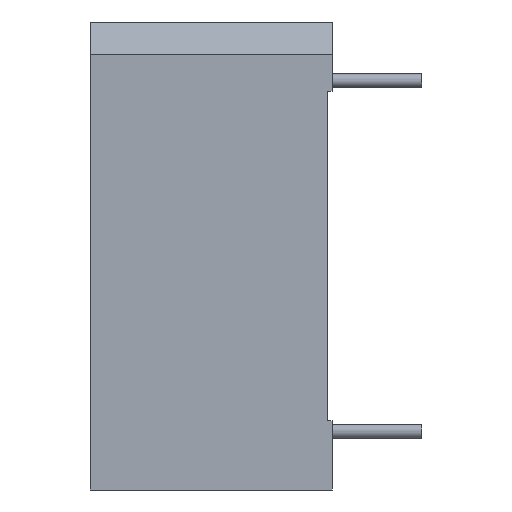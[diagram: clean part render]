
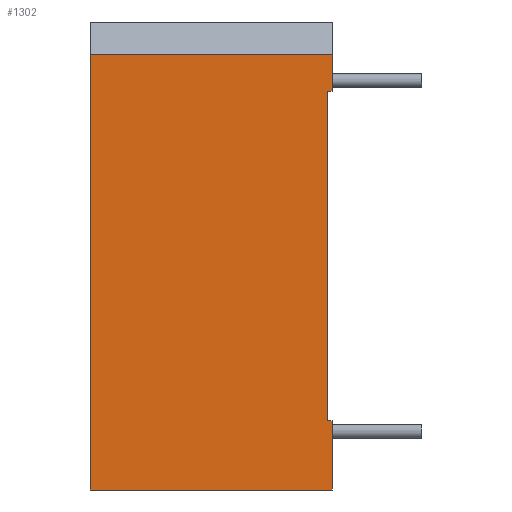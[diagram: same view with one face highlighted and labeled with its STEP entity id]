
A CAD part, left-side view. The second image highlights one B-rep face of the part: STEP entity #1302.
In plain terms, the highlighted planar face has unit normal (-1, 0, 0).
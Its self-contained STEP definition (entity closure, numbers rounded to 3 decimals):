
#12 = CARTESIAN_POINT ( 'NONE',  ( -15.9, 0., -7.15 ) ) ;
#26 = DIRECTION ( 'NONE',  ( 0., 0., 1. ) ) ;
#56 = VERTEX_POINT ( 'NONE', #530 ) ;
#94 = DIRECTION ( 'NONE',  ( 0., 0., -1. ) ) ;
#121 = VECTOR ( 'NONE', #817, 1000. ) ;
#136 = VECTOR ( 'NONE', #269, 1000. ) ;
#159 = EDGE_CURVE ( 'NONE', #785, #963, #1104, .T. ) ;
#166 = ORIENTED_EDGE ( 'NONE', *, *, #1083, .T. ) ;
#202 = VECTOR ( 'NONE', #26, 1000. ) ;
#269 = DIRECTION ( 'NONE',  ( 0., -1., 0. ) ) ;
#282 = CARTESIAN_POINT ( 'NONE',  ( -15.9, -0.2, 8.75 ) ) ;
#290 = DIRECTION ( 'NONE',  ( 0., 0., 1. ) ) ;
#331 = EDGE_CURVE ( 'NONE', #661, #583, #1246, .T. ) ;
#336 = VERTEX_POINT ( 'NONE', #1240 ) ;
#370 = DIRECTION ( 'NONE',  ( 0., 1., 0. ) ) ;
#376 = AXIS2_PLACEMENT_3D ( 'NONE', #416, #617, #426 ) ;
#416 = CARTESIAN_POINT ( 'NONE',  ( -15.9, 10.3, -10.15 ) ) ;
#426 = DIRECTION ( 'NONE',  ( 0., 0., -1. ) ) ;
#434 = CARTESIAN_POINT ( 'NONE',  ( -15.9, -0.2, -7.15 ) ) ;
#441 = LINE ( 'NONE', #434, #1145 ) ;
#458 = ORIENTED_EDGE ( 'NONE', *, *, #953, .T. ) ;
#474 = CARTESIAN_POINT ( 'NONE',  ( -15.9, -0.2, -7.15 ) ) ;
#530 = CARTESIAN_POINT ( 'NONE',  ( -15.9, -0.2, -10.15 ) ) ;
#569 = ORIENTED_EDGE ( 'NONE', *, *, #594, .T. ) ;
#583 = VERTEX_POINT ( 'NONE', #842 ) ;
#594 = EDGE_CURVE ( 'NONE', #963, #583, #754, .T. ) ;
#617 = DIRECTION ( 'NONE',  ( 1., 0., 0. ) ) ;
#642 = ORIENTED_EDGE ( 'NONE', *, *, #331, .F. ) ;
#653 = DIRECTION ( 'NONE',  ( 0., 1., 0. ) ) ;
#661 = VERTEX_POINT ( 'NONE', #874 ) ;
#697 = CARTESIAN_POINT ( 'NONE',  ( -15.9, -0.2, -7.15 ) ) ;
#710 = ORIENTED_EDGE ( 'NONE', *, *, #159, .T. ) ;
#711 = LINE ( 'NONE', #282, #739 ) ;
#725 = LINE ( 'NONE', #882, #1262 ) ;
#739 = VECTOR ( 'NONE', #94, 1000. ) ;
#754 = LINE ( 'NONE', #966, #202 ) ;
#774 = EDGE_CURVE ( 'NONE', #1337, #661, #711, .T. ) ;
#785 = VERTEX_POINT ( 'NONE', #697 ) ;
#792 = LINE ( 'NONE', #1307, #136 ) ;
#802 = ORIENTED_EDGE ( 'NONE', *, *, #774, .F. ) ;
#817 = DIRECTION ( 'NONE',  ( 0., 1., 0. ) ) ;
#831 = CARTESIAN_POINT ( 'NONE',  ( -15.9, -0.2, 8.75 ) ) ;
#839 = DIRECTION ( 'NONE',  ( 0., 0., -1. ) ) ;
#842 = CARTESIAN_POINT ( 'NONE',  ( -15.9, 0., 7.15 ) ) ;
#851 = EDGE_CURVE ( 'NONE', #336, #1184, #725, .T. ) ;
#855 = VECTOR ( 'NONE', #653, 1000. ) ;
#874 = CARTESIAN_POINT ( 'NONE',  ( -15.9, -0.2, 7.15 ) ) ;
#882 = CARTESIAN_POINT ( 'NONE',  ( -15.9, 10.3, -10.15 ) ) ;
#902 = VECTOR ( 'NONE', #370, 1000. ) ;
#918 = FACE_OUTER_BOUND ( 'NONE', #1154, .T. ) ;
#926 = ORIENTED_EDGE ( 'NONE', *, *, #981, .F. ) ;
#939 = LINE ( 'NONE', #1257, #855 ) ;
#953 = EDGE_CURVE ( 'NONE', #1337, #1184, #939, .T. ) ;
#963 = VERTEX_POINT ( 'NONE', #12 ) ;
#966 = CARTESIAN_POINT ( 'NONE',  ( -15.9, 0., -10.15 ) ) ;
#981 = EDGE_CURVE ( 'NONE', #785, #56, #441, .T. ) ;
#1022 = CARTESIAN_POINT ( 'NONE',  ( -15.9, 10.3, 8.75 ) ) ;
#1083 = EDGE_CURVE ( 'NONE', #336, #56, #792, .T. ) ;
#1104 = LINE ( 'NONE', #474, #902 ) ;
#1145 = VECTOR ( 'NONE', #839, 1000. ) ;
#1147 = CARTESIAN_POINT ( 'NONE',  ( -15.9, -0.2, 7.15 ) ) ;
#1154 = EDGE_LOOP ( 'NONE', ( #166, #926, #710, #569, #642, #802, #458, #1192 ) ) ;
#1184 = VERTEX_POINT ( 'NONE', #1022 ) ;
#1192 = ORIENTED_EDGE ( 'NONE', *, *, #851, .F. ) ;
#1240 = CARTESIAN_POINT ( 'NONE',  ( -15.9, 10.3, -10.15 ) ) ;
#1246 = LINE ( 'NONE', #1147, #121 ) ;
#1257 = CARTESIAN_POINT ( 'NONE',  ( -15.9, 10.3, 8.75 ) ) ;
#1262 = VECTOR ( 'NONE', #290, 1000. ) ;
#1302 = ADVANCED_FACE ( 'NONE', ( #918 ), #1343, .F. ) ;
#1307 = CARTESIAN_POINT ( 'NONE',  ( -15.9, 10.3, -10.15 ) ) ;
#1337 = VERTEX_POINT ( 'NONE', #831 ) ;
#1343 = PLANE ( 'NONE',  #376 ) ;
